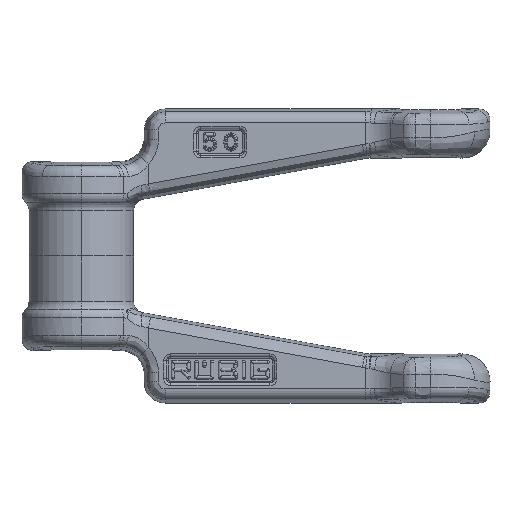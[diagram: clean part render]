
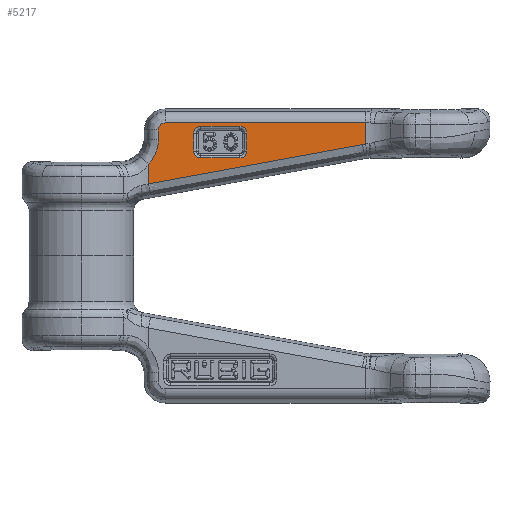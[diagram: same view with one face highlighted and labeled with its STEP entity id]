
A CAD part, top view. The second image highlights one B-rep face of the part: STEP entity #5217.
In plain terms, the highlighted planar face has unit normal (0, 0, 1).
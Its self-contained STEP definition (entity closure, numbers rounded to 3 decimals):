
#2537=FACE_BOUND('',#6661,.T.);
#2538=FACE_BOUND('',#6662,.T.);
#2611=PLANE('',#14095);
#3255=LINE('',#29830,#3884);
#3256=LINE('',#29832,#3885);
#3258=LINE('',#29844,#3887);
#3259=LINE('',#29846,#3888);
#3261=LINE('',#29858,#3890);
#3262=LINE('',#29860,#3891);
#3264=LINE('',#29869,#3893);
#3265=LINE('',#29871,#3894);
#3318=LINE('',#33758,#3947);
#3319=LINE('',#33826,#3948);
#3320=LINE('',#33862,#3949);
#3321=LINE('',#33866,#3950);
#3884=VECTOR('',#15424,1.);
#3885=VECTOR('',#15425,1.);
#3887=VECTOR('',#15439,1.);
#3888=VECTOR('',#15440,1.);
#3890=VECTOR('',#15454,1.);
#3891=VECTOR('',#15455,1.);
#3893=VECTOR('',#15467,1.);
#3894=VECTOR('',#15468,1.);
#3947=VECTOR('',#15887,1.);
#3948=VECTOR('',#15894,1.);
#3949=VECTOR('',#15895,1.);
#3950=VECTOR('',#15898,1.);
#4494=CIRCLE('',#13887,0.985);
#4499=CIRCLE('',#13894,0.985);
#4503=CIRCLE('',#13900,0.985);
#4507=CIRCLE('',#13906,0.985);
#4588=CIRCLE('',#14094,1.002);
#4855=(
BOUNDED_CURVE()
B_SPLINE_CURVE(3,(#33829,#33830,#33831,#33832,#33833,#33834,#33835,#33836,
#33837,#33838,#33839,#33840,#33841,#33842,#33843,#33844,#33845,#33846,#33847,
#33848,#33849,#33850,#33851,#33852,#33853,#33854,#33855,#33856),
 .UNSPECIFIED.,.F.,.F.)
B_SPLINE_CURVE_WITH_KNOTS((4,2,2,2,2,2,2,2,2,2,2,2,2,4),(0.,0.008,
0.016,0.031,0.063,0.125,0.25,0.5,0.75,0.875,0.938,0.969,0.984,
1.),.UNSPECIFIED.)
CURVE()
GEOMETRIC_REPRESENTATION_ITEM()
RATIONAL_B_SPLINE_CURVE((1.,1.,1.,1.,1.,1.,1.,1.,1.,1.,1.,1.,1.,1.,1.,1.,
1.,1.,1.,1.,1.,1.,1.,1.,1.,1.,1.,1.))
REPRESENTATION_ITEM('')
);
#4856=(
BOUNDED_CURVE()
B_SPLINE_CURVE(3,(#33858,#33859,#33860,#33861),.UNSPECIFIED.,.F.,.F.)
B_SPLINE_CURVE_WITH_KNOTS((4,4),(0.,1.),.UNSPECIFIED.)
CURVE()
GEOMETRIC_REPRESENTATION_ITEM()
RATIONAL_B_SPLINE_CURVE((1.,1.,1.,1.))
REPRESENTATION_ITEM('')
);
#5217=ADVANCED_FACE('',(#2537,#2538),#2611,.F.);
#6661=EDGE_LOOP('',(#8877,#8878,#8879,#8880,#8881,#8882,#8883,#8884,#8885,
#8886,#8887,#8888));
#6662=EDGE_LOOP('',(#8889,#8890,#8891,#8892,#8893,#8894,#8895,#8896));
#8877=ORIENTED_EDGE('',*,*,#12214,.T.);
#8878=ORIENTED_EDGE('',*,*,#12190,.T.);
#8879=ORIENTED_EDGE('',*,*,#12195,.T.);
#8880=ORIENTED_EDGE('',*,*,#12194,.T.);
#8881=ORIENTED_EDGE('',*,*,#12198,.T.);
#8882=ORIENTED_EDGE('',*,*,#12202,.T.);
#8883=ORIENTED_EDGE('',*,*,#12201,.T.);
#8884=ORIENTED_EDGE('',*,*,#12205,.T.);
#8885=ORIENTED_EDGE('',*,*,#12209,.T.);
#8886=ORIENTED_EDGE('',*,*,#12208,.T.);
#8887=ORIENTED_EDGE('',*,*,#12212,.T.);
#8888=ORIENTED_EDGE('',*,*,#12215,.T.);
#8889=ORIENTED_EDGE('',*,*,#12524,.T.);
#8890=ORIENTED_EDGE('',*,*,#12525,.F.);
#8891=ORIENTED_EDGE('',*,*,#12526,.F.);
#8892=ORIENTED_EDGE('',*,*,#12515,.F.);
#8893=ORIENTED_EDGE('',*,*,#12527,.F.);
#8894=ORIENTED_EDGE('',*,*,#12528,.F.);
#8895=ORIENTED_EDGE('',*,*,#12529,.F.);
#8896=ORIENTED_EDGE('',*,*,#12530,.F.);
#10984=VERTEX_POINT('',#29821);
#10985=VERTEX_POINT('',#29823);
#10987=VERTEX_POINT('',#29829);
#10988=VERTEX_POINT('',#29831);
#10990=VERTEX_POINT('',#29837);
#10992=VERTEX_POINT('',#29843);
#10993=VERTEX_POINT('',#29845);
#10995=VERTEX_POINT('',#29851);
#10997=VERTEX_POINT('',#29857);
#10998=VERTEX_POINT('',#29859);
#11000=VERTEX_POINT('',#29865);
#11001=VERTEX_POINT('',#29870);
#11157=VERTEX_POINT('',#33759);
#11158=VERTEX_POINT('',#33760);
#11165=VERTEX_POINT('',#33827);
#11166=VERTEX_POINT('',#33828);
#11167=VERTEX_POINT('',#33857);
#11168=VERTEX_POINT('',#33863);
#11169=VERTEX_POINT('',#33865);
#11170=VERTEX_POINT('',#33867);
#12190=EDGE_CURVE('',#10985,#10984,#4494,.T.);
#12194=EDGE_CURVE('',#10988,#10987,#3255,.T.);
#12195=EDGE_CURVE('',#10984,#10988,#3256,.T.);
#12198=EDGE_CURVE('',#10987,#10990,#4499,.T.);
#12201=EDGE_CURVE('',#10993,#10992,#3258,.T.);
#12202=EDGE_CURVE('',#10990,#10993,#3259,.T.);
#12205=EDGE_CURVE('',#10992,#10995,#4503,.T.);
#12208=EDGE_CURVE('',#10998,#10997,#3261,.T.);
#12209=EDGE_CURVE('',#10995,#10998,#3262,.T.);
#12212=EDGE_CURVE('',#10997,#11000,#4507,.T.);
#12214=EDGE_CURVE('',#11001,#10985,#3264,.T.);
#12215=EDGE_CURVE('',#11000,#11001,#3265,.T.);
#12515=EDGE_CURVE('',#11157,#11158,#3318,.T.);
#12524=EDGE_CURVE('',#11165,#11166,#3319,.T.);
#12525=EDGE_CURVE('',#11167,#11166,#4855,.T.);
#12526=EDGE_CURVE('',#11158,#11167,#4856,.T.);
#12527=EDGE_CURVE('',#11168,#11157,#3320,.T.);
#12528=EDGE_CURVE('',#11169,#11168,#4588,.T.);
#12529=EDGE_CURVE('',#11170,#11169,#3321,.T.);
#12530=EDGE_CURVE('',#11165,#11170,#13574,.T.);
#13574=B_SPLINE_CURVE_WITH_KNOTS('',3,(#33868,#33869,#33870,#33871),
 .UNSPECIFIED.,.F.,.F.,(4,4),(0.,1.),.UNSPECIFIED.);
#13887=AXIS2_PLACEMENT_3D('',#29822,#15415,#15416);
#13894=AXIS2_PLACEMENT_3D('',#29838,#15432,#15433);
#13900=AXIS2_PLACEMENT_3D('',#29852,#15447,#15448);
#13906=AXIS2_PLACEMENT_3D('',#29866,#15462,#15463);
#14094=AXIS2_PLACEMENT_3D('',#33864,#15896,#15897);
#14095=AXIS2_PLACEMENT_3D('',#33872,#15899,#15900);
#15415=DIRECTION('',(0.,0.,-1.));
#15416=DIRECTION('',(-1.,0.,0.));
#15424=DIRECTION('',(1.,0.,0.));
#15425=DIRECTION('',(1.,0.,0.));
#15432=DIRECTION('',(0.,0.,-1.));
#15433=DIRECTION('',(-1.,0.,0.));
#15439=DIRECTION('',(0.,-1.,0.));
#15440=DIRECTION('',(0.,-1.,0.));
#15447=DIRECTION('',(0.,0.,-1.));
#15448=DIRECTION('',(-1.,0.,0.));
#15454=DIRECTION('',(-1.,0.,0.));
#15455=DIRECTION('',(-1.,0.,0.));
#15462=DIRECTION('',(0.,0.,-1.));
#15463=DIRECTION('',(-1.,0.,0.));
#15467=DIRECTION('',(0.,1.,0.));
#15468=DIRECTION('',(0.,1.,0.));
#15887=DIRECTION('',(0.,-1.,0.));
#15894=DIRECTION('',(0.,-1.,0.));
#15895=DIRECTION('',(1.,0.,0.));
#15896=DIRECTION('',(0.,0.,-1.));
#15897=DIRECTION('',(-1.,0.,0.));
#15898=DIRECTION('',(0.,1.,0.));
#15899=DIRECTION('',(0.,0.,-1.));
#15900=DIRECTION('',(-1.,0.,0.));
#29821=CARTESIAN_POINT('',(-32.857,18.522,4.502));
#29822=CARTESIAN_POINT('',(-32.857,17.537,4.502));
#29823=CARTESIAN_POINT('',(-33.842,17.537,4.502));
#29829=CARTESIAN_POINT('',(-27.241,18.522,4.502));
#29830=CARTESIAN_POINT('',(-30.049,18.522,4.502));
#29831=CARTESIAN_POINT('',(-30.049,18.522,4.502));
#29832=CARTESIAN_POINT('',(-32.857,18.522,4.502));
#29837=CARTESIAN_POINT('',(-26.256,17.537,4.502));
#29838=CARTESIAN_POINT('',(-27.241,17.537,4.502));
#29843=CARTESIAN_POINT('',(-26.256,14.975,4.502));
#29844=CARTESIAN_POINT('',(-26.256,16.256,4.502));
#29845=CARTESIAN_POINT('',(-26.256,16.256,4.502));
#29846=CARTESIAN_POINT('',(-26.256,17.537,4.502));
#29851=CARTESIAN_POINT('',(-27.241,13.99,4.502));
#29852=CARTESIAN_POINT('',(-27.241,14.975,4.502));
#29857=CARTESIAN_POINT('',(-32.857,13.99,4.502));
#29858=CARTESIAN_POINT('',(-30.049,13.99,4.502));
#29859=CARTESIAN_POINT('',(-30.049,13.99,4.502));
#29860=CARTESIAN_POINT('',(-27.241,13.99,4.502));
#29865=CARTESIAN_POINT('',(-33.842,14.975,4.502));
#29866=CARTESIAN_POINT('',(-32.857,14.975,4.502));
#29869=CARTESIAN_POINT('',(-33.842,16.256,4.502));
#29870=CARTESIAN_POINT('',(-33.842,16.256,4.502));
#29871=CARTESIAN_POINT('',(-33.842,14.975,4.502));
#33758=CARTESIAN_POINT('',(-9.275,0.,4.502));
#33759=CARTESIAN_POINT('',(-9.275,18.997,4.502));
#33760=CARTESIAN_POINT('',(-9.275,15.991,4.502));
#33826=CARTESIAN_POINT('',(-40.307,0.,4.502));
#33827=CARTESIAN_POINT('',(-40.307,13.093,4.502));
#33828=CARTESIAN_POINT('',(-40.307,10.292,4.502));
#33829=CARTESIAN_POINT('',(-9.727,15.91,4.502));
#33830=CARTESIAN_POINT('',(-9.822,15.89,4.502));
#33831=CARTESIAN_POINT('',(-9.912,15.873,4.502));
#33832=CARTESIAN_POINT('',(-10.086,15.841,4.502));
#33833=CARTESIAN_POINT('',(-10.167,15.826,4.502));
#33834=CARTESIAN_POINT('',(-10.405,15.783,4.502));
#33835=CARTESIAN_POINT('',(-10.565,15.753,4.502));
#33836=CARTESIAN_POINT('',(-11.04,15.666,4.502));
#33837=CARTESIAN_POINT('',(-11.357,15.608,4.502));
#33838=CARTESIAN_POINT('',(-12.307,15.433,4.502));
#33839=CARTESIAN_POINT('',(-12.944,15.317,4.502));
#33840=CARTESIAN_POINT('',(-14.853,14.966,4.502));
#33841=CARTESIAN_POINT('',(-16.125,14.732,4.502));
#33842=CARTESIAN_POINT('',(-19.943,14.031,4.502));
#33843=CARTESIAN_POINT('',(-22.488,13.564,4.502));
#33844=CARTESIAN_POINT('',(-27.578,12.63,4.502));
#33845=CARTESIAN_POINT('',(-30.123,12.162,4.502));
#33846=CARTESIAN_POINT('',(-33.941,11.461,4.502));
#33847=CARTESIAN_POINT('',(-35.213,11.228,4.502));
#33848=CARTESIAN_POINT('',(-37.122,10.877,4.502));
#33849=CARTESIAN_POINT('',(-37.758,10.76,4.502));
#33850=CARTESIAN_POINT('',(-38.713,10.585,4.502));
#33851=CARTESIAN_POINT('',(-39.031,10.527,4.502));
#33852=CARTESIAN_POINT('',(-39.508,10.439,4.502));
#33853=CARTESIAN_POINT('',(-39.667,10.41,4.502));
#33854=CARTESIAN_POINT('',(-39.985,10.351,4.502));
#33855=CARTESIAN_POINT('',(-40.142,10.323,4.502));
#33856=CARTESIAN_POINT('',(-40.307,10.292,4.502));
#33857=CARTESIAN_POINT('',(-9.727,15.91,4.502));
#33858=CARTESIAN_POINT('',(-9.275,15.991,4.502));
#33859=CARTESIAN_POINT('',(-9.44,15.966,4.502));
#33860=CARTESIAN_POINT('',(-9.588,15.938,4.502));
#33861=CARTESIAN_POINT('',(-9.727,15.91,4.502));
#33862=CARTESIAN_POINT('',(-40.307,18.997,4.502));
#33863=CARTESIAN_POINT('',(-37.892,18.997,4.502));
#33864=CARTESIAN_POINT('',(-37.892,17.995,4.502));
#33865=CARTESIAN_POINT('',(-38.894,17.995,4.502));
#33866=CARTESIAN_POINT('',(-38.894,0.,4.502));
#33867=CARTESIAN_POINT('',(-38.894,16.62,4.502));
#33868=CARTESIAN_POINT('',(-40.307,13.093,4.502));
#33869=CARTESIAN_POINT('',(-39.399,14.036,4.502));
#33870=CARTESIAN_POINT('',(-38.894,15.311,4.502));
#33871=CARTESIAN_POINT('',(-38.894,16.62,4.502));
#33872=CARTESIAN_POINT('',(-40.307,0.,4.502));
